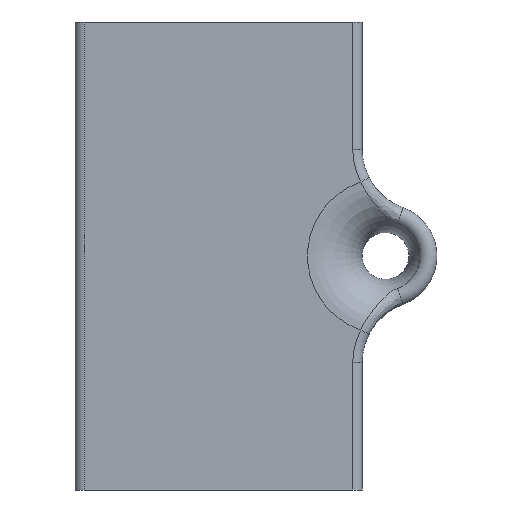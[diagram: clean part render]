
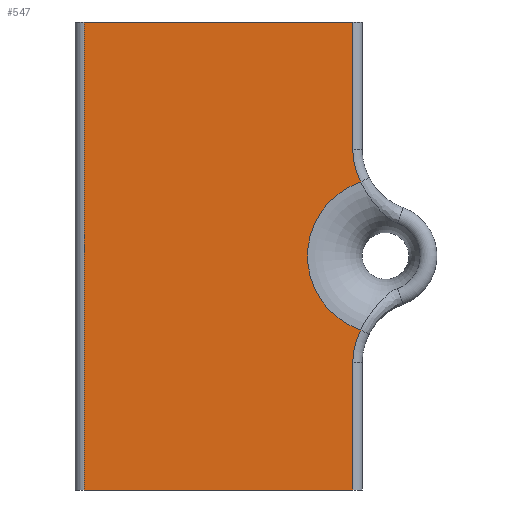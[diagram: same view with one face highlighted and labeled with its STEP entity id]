
A CAD part, front view. The second image highlights one B-rep face of the part: STEP entity #547.
In plain terms, the highlighted planar face has unit normal (0, -1, 0).
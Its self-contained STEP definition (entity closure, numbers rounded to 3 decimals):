
#43=PLANE('',#623);
#74=FACE_OUTER_BOUND('',#106,.T.);
#106=EDGE_LOOP('',(#477,#478,#479,#480,#481,#482,#483,#484));
#113=LINE('',#797,#149);
#118=LINE('',#814,#154);
#126=LINE('',#836,#162);
#129=LINE('',#1015,#165);
#140=LINE('',#1209,#176);
#149=VECTOR('',#635,10.);
#154=VECTOR('',#650,10.);
#162=VECTOR('',#668,10.);
#165=VECTOR('',#703,10.);
#176=VECTOR('',#772,10.);
#195=CIRCLE('',#583,2.3);
#203=CIRCLE('',#593,2.3);
#207=CIRCLE('',#601,2.5);
#221=VERTEX_POINT('',#794);
#222=VERTEX_POINT('',#796);
#229=VERTEX_POINT('',#812);
#237=VERTEX_POINT('',#833);
#238=VERTEX_POINT('',#835);
#240=VERTEX_POINT('',#841);
#247=VERTEX_POINT('',#988);
#249=VERTEX_POINT('',#1008);
#271=EDGE_CURVE('',#221,#222,#113,.T.);
#280=EDGE_CURVE('',#229,#221,#118,.F.);
#290=EDGE_CURVE('',#237,#238,#126,.T.);
#295=EDGE_CURVE('',#238,#240,#195,.T.);
#308=EDGE_CURVE('',#247,#249,#203,.T.);
#310=EDGE_CURVE('',#249,#229,#129,.T.);
#321=EDGE_CURVE('',#240,#247,#207,.T.);
#342=EDGE_CURVE('',#222,#237,#140,.F.);
#477=ORIENTED_EDGE('',*,*,#271,.F.);
#478=ORIENTED_EDGE('',*,*,#280,.F.);
#479=ORIENTED_EDGE('',*,*,#310,.F.);
#480=ORIENTED_EDGE('',*,*,#308,.F.);
#481=ORIENTED_EDGE('',*,*,#321,.F.);
#482=ORIENTED_EDGE('',*,*,#295,.F.);
#483=ORIENTED_EDGE('',*,*,#290,.F.);
#484=ORIENTED_EDGE('',*,*,#342,.F.);
#547=ADVANCED_FACE('',(#74),#43,.T.);
#583=AXIS2_PLACEMENT_3D('',#845,#678,#679);
#593=AXIS2_PLACEMENT_3D('',#1012,#698,#699);
#601=AXIS2_PLACEMENT_3D('',#1054,#720,#721);
#623=AXIS2_PLACEMENT_3D('',#1208,#770,#771);
#635=DIRECTION('',(0.,0.,1.));
#650=DIRECTION('',(1.,0.,0.));
#668=DIRECTION('',(0.,0.,-1.));
#678=DIRECTION('center_axis',(0.,-1.,0.));
#679=DIRECTION('ref_axis',(-0.967,0.,-0.253));
#698=DIRECTION('center_axis',(0.,-1.,0.));
#699=DIRECTION('ref_axis',(-0.967,0.,0.253));
#703=DIRECTION('',(0.,0.,-1.));
#720=DIRECTION('center_axis',(0.,-1.,0.));
#721=DIRECTION('ref_axis',(1.,0.,0.));
#770=DIRECTION('center_axis',(0.,-1.,0.));
#771=DIRECTION('ref_axis',(1.,0.,0.));
#772=DIRECTION('',(-1.,0.,0.));
#794=CARTESIAN_POINT('',(-7.9,-1.,-7.5));
#796=CARTESIAN_POINT('',(-7.9,-1.,7.5));
#797=CARTESIAN_POINT('',(-7.9,-1.,0.));
#812=CARTESIAN_POINT('',(0.7,-1.,-7.5));
#814=CARTESIAN_POINT('',(-1.8,-1.,-7.5));
#833=CARTESIAN_POINT('',(0.7,-1.,7.5));
#835=CARTESIAN_POINT('',(0.7,-1.,3.429));
#836=CARTESIAN_POINT('',(0.7,-1.,0.));
#841=CARTESIAN_POINT('',(0.958,-1.,2.371));
#845=CARTESIAN_POINT('Origin',(3.,-1.,3.429));
#988=CARTESIAN_POINT('',(0.958,-1.,-2.371));
#1008=CARTESIAN_POINT('',(0.7,-1.,-3.429));
#1012=CARTESIAN_POINT('Origin',(3.,-1.,-3.429));
#1015=CARTESIAN_POINT('',(0.7,-1.,0.));
#1054=CARTESIAN_POINT('Origin',(1.75,-1.,0.));
#1208=CARTESIAN_POINT('Origin',(-7.2,-1.,0.));
#1209=CARTESIAN_POINT('',(-5.4,-1.,7.5));
